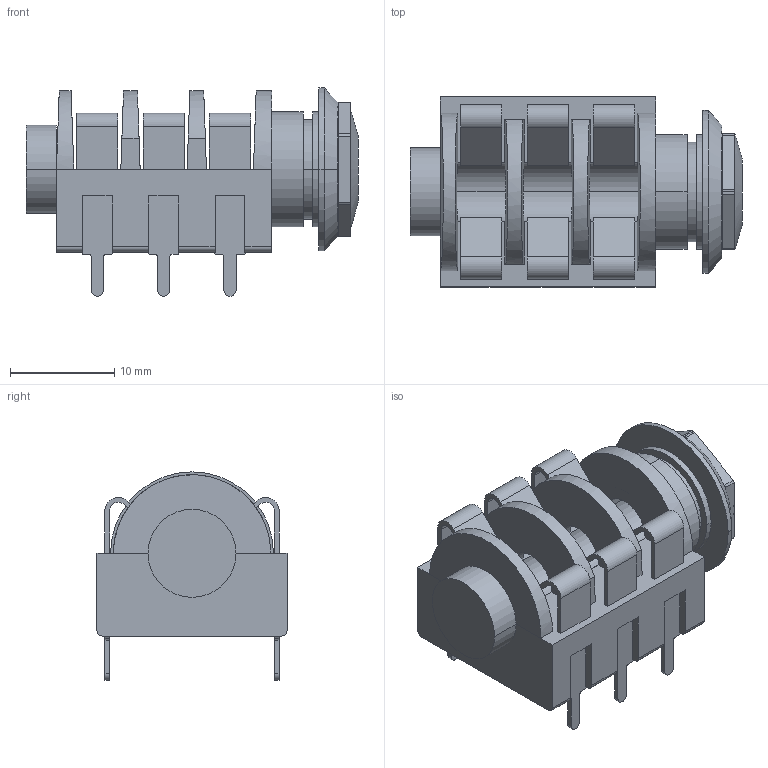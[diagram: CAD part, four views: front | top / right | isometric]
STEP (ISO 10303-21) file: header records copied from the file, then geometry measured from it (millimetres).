
FILE_DESCRIPTION(('FreeCAD Model'),'2;1');
FILE_NAME('User Library-Audio Jack Neutrik Amphenol 6.35_SW3dPS-NMJ6HCD2_Imported5_sp.step','2019-03-04T12:49:50',( 'kicad StepUp'),('ksu MCAD'),'Open CASCADE STEP processor 7.2', 'FreeCAD','Unknown');
FILE_SCHEMA(('AUTOMOTIVE_DESIGN { 1 0 10303 214 1 1 1 1 }'));
Length unit declared in the file: millimetre
Products named in the file (1): User_Library-Audio_Jack_Neutrik_Amphenol_6.35_SW3dPS-NMJ6HCD2_
Imported5_sp
Bounding box: 31.79 x 18.2 x 19.94 mm (x, y, z)
Volume: 4054.9 mm3; surface area: 3795.6 mm2
Topology: 1 solids, 1 shells, 217 faces, 610 edges, 404 vertices
Faces by surface type: plane 138, cylinder 76, cone 2, sphere 1
Entity records: 8535 total; most frequent: CARTESIAN_POINT 1289, ORIENTED_EDGE 1220, DIRECTION 1178, EDGE_CURVE 610, LINE 440, VECTOR 440, VERTEX_POINT 404, AXIS2_PLACEMENT_3D 369
